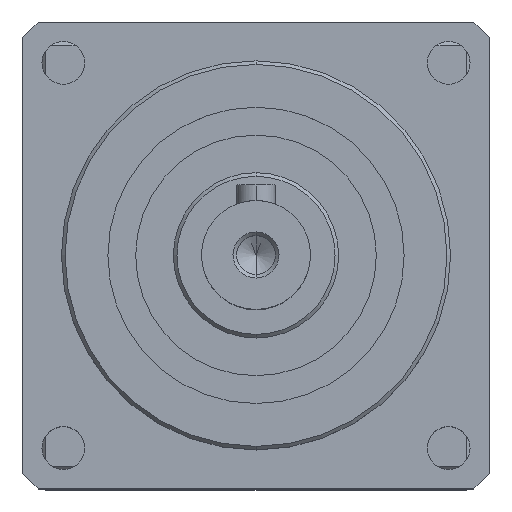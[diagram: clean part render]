
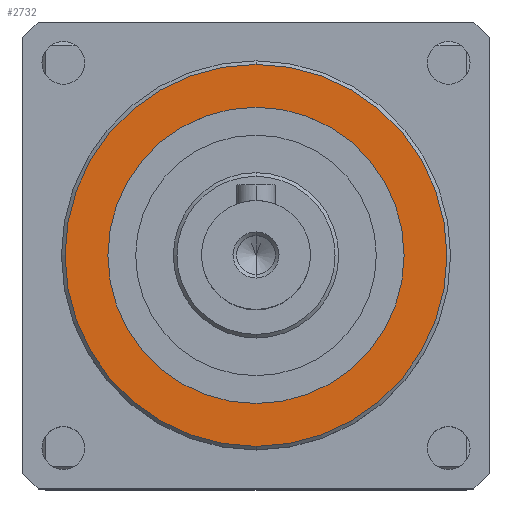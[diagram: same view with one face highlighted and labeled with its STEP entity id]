
A CAD part, top view. The second image highlights one B-rep face of the part: STEP entity #2732.
In plain terms, the highlighted planar face has unit normal (0, 0, 1).
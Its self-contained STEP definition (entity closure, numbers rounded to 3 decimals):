
#2 = CARTESIAN_POINT ( 'NONE',  ( 19.038, 0., 85. ) ) ;
#495 = DIRECTION ( 'NONE',  ( 0., 0., 1. ) ) ;
#515 = ORIENTED_EDGE ( 'NONE', *, *, #2966, .F. ) ;
#519 = EDGE_LOOP ( 'NONE', ( #1034, #515 ) ) ;
#594 = FACE_BOUND ( 'NONE', #519, .T. ) ;
#641 = CIRCLE ( 'NONE', #3790, 19.038 ) ;
#813 = CIRCLE ( 'NONE', #1778, 19.038 ) ;
#971 = EDGE_CURVE ( 'NONE', #1719, #2033, #641, .T. ) ;
#1028 = FACE_OUTER_BOUND ( 'NONE', #4273, .T. ) ;
#1034 = ORIENTED_EDGE ( 'NONE', *, *, #971, .F. ) ;
#1146 = ORIENTED_EDGE ( 'NONE', *, *, #1869, .T. ) ;
#1312 = CARTESIAN_POINT ( 'NONE',  ( 0., -24.54, 85. ) ) ;
#1648 = DIRECTION ( 'NONE',  ( 1., 0., 0. ) ) ;
#1719 = VERTEX_POINT ( 'NONE', #2 ) ;
#1778 = AXIS2_PLACEMENT_3D ( 'NONE', #2068, #2951, #1648 ) ;
#1806 = CARTESIAN_POINT ( 'NONE',  ( 0., 0., 85. ) ) ;
#1815 = VERTEX_POINT ( 'NONE', #1312 ) ;
#1869 = EDGE_CURVE ( 'NONE', #3034, #1815, #3987, .T. ) ;
#1883 = DIRECTION ( 'NONE',  ( 0., 0., -1. ) ) ;
#2033 = VERTEX_POINT ( 'NONE', #4838 ) ;
#2068 = CARTESIAN_POINT ( 'NONE',  ( 0., 0., 85. ) ) ;
#2322 = PLANE ( 'NONE',  #2673 ) ;
#2673 = AXIS2_PLACEMENT_3D ( 'NONE', #4331, #1883, #3919 ) ;
#2732 = ADVANCED_FACE ( 'NONE', ( #594, #1028 ), #2322, .F. ) ;
#2951 = DIRECTION ( 'NONE',  ( 0., 0., 1. ) ) ;
#2966 = EDGE_CURVE ( 'NONE', #2033, #1719, #813, .T. ) ;
#3034 = VERTEX_POINT ( 'NONE', #4789 ) ;
#3572 = DIRECTION ( 'NONE',  ( 0., 0., 1. ) ) ;
#3618 = ORIENTED_EDGE ( 'NONE', *, *, #4494, .T. ) ;
#3655 = CARTESIAN_POINT ( 'NONE',  ( 0., 0., 85. ) ) ;
#3790 = AXIS2_PLACEMENT_3D ( 'NONE', #1806, #3572, #3929 ) ;
#3882 = DIRECTION ( 'NONE',  ( 0., 1., 0. ) ) ;
#3919 = DIRECTION ( 'NONE',  ( -1., 0., 0. ) ) ;
#3929 = DIRECTION ( 'NONE',  ( 1., 0., 0. ) ) ;
#3987 = CIRCLE ( 'NONE', #5188, 24.54 ) ;
#4093 = DIRECTION ( 'NONE',  ( 0., 0., 1. ) ) ;
#4273 = EDGE_LOOP ( 'NONE', ( #1146, #3618 ) ) ;
#4331 = CARTESIAN_POINT ( 'NONE',  ( 0., -10.62, 85. ) ) ;
#4494 = EDGE_CURVE ( 'NONE', #1815, #3034, #5057, .T. ) ;
#4726 = AXIS2_PLACEMENT_3D ( 'NONE', #3655, #4093, #5282 ) ;
#4789 = CARTESIAN_POINT ( 'NONE',  ( 0., 24.54, 85. ) ) ;
#4838 = CARTESIAN_POINT ( 'NONE',  ( -19.038, 0., 85. ) ) ;
#5057 = CIRCLE ( 'NONE', #4726, 24.54 ) ;
#5182 = CARTESIAN_POINT ( 'NONE',  ( 0., 0., 85. ) ) ;
#5188 = AXIS2_PLACEMENT_3D ( 'NONE', #5182, #495, #3882 ) ;
#5282 = DIRECTION ( 'NONE',  ( 0., 1., 0. ) ) ;
